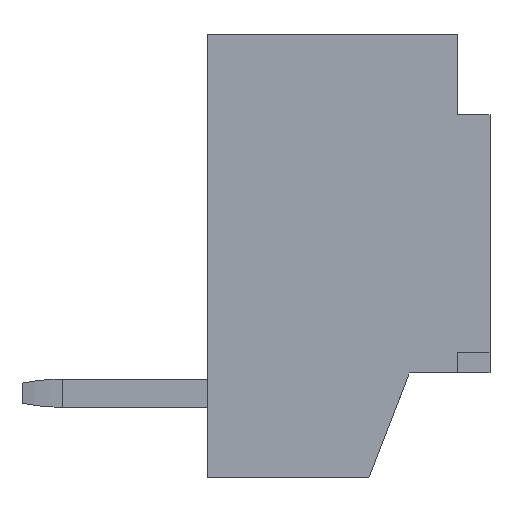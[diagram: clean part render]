
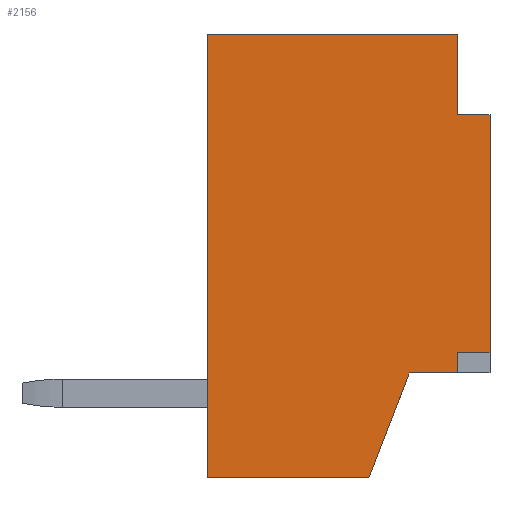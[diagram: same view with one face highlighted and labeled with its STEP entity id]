
A CAD part, left-side view. The second image highlights one B-rep face of the part: STEP entity #2156.
In plain terms, the highlighted planar face has unit normal (-1, 0, 0).
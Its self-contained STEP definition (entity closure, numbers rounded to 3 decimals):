
#9=DIRECTION('',(0.,-1.,0.));
#10=VECTOR('',#9,2.);
#11=CARTESIAN_POINT('',(-2.75,1.75,-2.75));
#12=LINE('',#11,#10);
#25=DIRECTION('',(0.,0.,1.));
#26=VECTOR('',#25,0.25);
#27=CARTESIAN_POINT('',(-2.75,-1.35,-1.45));
#28=LINE('',#27,#26);
#29=DIRECTION('',(0.,1.,0.));
#30=VECTOR('',#29,0.6);
#31=CARTESIAN_POINT('',(-2.75,-1.35,-1.45));
#32=LINE('',#31,#30);
#33=DIRECTION('',(0.,-0.359,0.933));
#34=VECTOR('',#33,1.393);
#35=CARTESIAN_POINT('',(-2.75,-0.25,-2.75));
#36=LINE('',#35,#34);
#37=DIRECTION('',(0.,0.,1.));
#38=VECTOR('',#37,5.5);
#39=CARTESIAN_POINT('',(-2.75,1.75,-2.75));
#40=LINE('',#39,#38);
#41=DIRECTION('',(0.,0.,-1.));
#42=VECTOR('',#41,1.);
#43=CARTESIAN_POINT('',(-2.75,-1.35,2.75));
#44=LINE('',#43,#42);
#45=DIRECTION('',(0.,1.,0.));
#46=VECTOR('',#45,0.4);
#47=CARTESIAN_POINT('',(-2.75,-1.75,1.75));
#48=LINE('',#47,#46);
#49=DIRECTION('',(0.,1.,0.));
#50=VECTOR('',#49,0.4);
#51=CARTESIAN_POINT('',(-2.75,-1.75,-1.2));
#52=LINE('',#51,#50);
#125=DIRECTION('',(0.,0.,1.));
#126=VECTOR('',#125,2.95);
#127=CARTESIAN_POINT('',(-2.75,-1.75,-1.2));
#128=LINE('',#127,#126);
#217=DIRECTION('',(0.,-1.,0.));
#218=VECTOR('',#217,3.1);
#219=CARTESIAN_POINT('',(-2.75,1.75,2.75));
#220=LINE('',#219,#218);
#1581=CARTESIAN_POINT('',(-2.75,1.75,-2.75));
#1582=CARTESIAN_POINT('',(-2.75,1.75,2.75));
#1583=VERTEX_POINT('',#1581);
#1584=VERTEX_POINT('',#1582);
#1613=CARTESIAN_POINT('',(-2.75,-1.75,1.75));
#1614=CARTESIAN_POINT('',(-2.75,-1.35,1.75));
#1615=VERTEX_POINT('',#1613);
#1616=VERTEX_POINT('',#1614);
#1629=CARTESIAN_POINT('',(-2.75,-1.35,2.75));
#1630=VERTEX_POINT('',#1629);
#1957=CARTESIAN_POINT('',(-2.75,-0.25,-2.75));
#1959=VERTEX_POINT('',#1957);
#1965=CARTESIAN_POINT('',(-2.75,-0.75,-1.45));
#1966=VERTEX_POINT('',#1965);
#2033=CARTESIAN_POINT('',(-2.75,-1.35,-1.45));
#2034=CARTESIAN_POINT('',(-2.75,-1.35,-1.2));
#2035=VERTEX_POINT('',#2033);
#2036=VERTEX_POINT('',#2034);
#2037=CARTESIAN_POINT('',(-2.75,-1.75,-1.2));
#2038=VERTEX_POINT('',#2037);
#2131=CARTESIAN_POINT('',(-2.75,1.75,-2.75));
#2132=DIRECTION('',(-1.,0.,0.));
#2133=DIRECTION('',(0.,-1.,0.));
#2134=AXIS2_PLACEMENT_3D('',#2131,#2132,#2133);
#2135=PLANE('',#2134);
#2137=ORIENTED_EDGE('',*,*,#2136,.F.);
#2139=ORIENTED_EDGE('',*,*,#2138,.T.);
#2140=ORIENTED_EDGE('',*,*,#2107,.F.);
#2141=ORIENTED_EDGE('',*,*,#2080,.F.);
#2143=ORIENTED_EDGE('',*,*,#2142,.T.);
#2145=ORIENTED_EDGE('',*,*,#2144,.T.);
#2147=ORIENTED_EDGE('',*,*,#2146,.T.);
#2149=ORIENTED_EDGE('',*,*,#2148,.F.);
#2151=ORIENTED_EDGE('',*,*,#2150,.F.);
#2153=ORIENTED_EDGE('',*,*,#2152,.T.);
#2154=EDGE_LOOP('',(#2137,#2139,#2140,#2141,#2143,#2145,#2147,#2149,#2151,
#2153));
#2155=FACE_OUTER_BOUND('',#2154,.F.);
#2156=ADVANCED_FACE('',(#2155),#2135,.T.);
#2080=EDGE_CURVE('',#1583,#1959,#12,.T.);
#2107=EDGE_CURVE('',#1959,#1966,#36,.T.);
#2136=EDGE_CURVE('',#2035,#2036,#28,.T.);
#2138=EDGE_CURVE('',#2035,#1966,#32,.T.);
#2142=EDGE_CURVE('',#1583,#1584,#40,.T.);
#2144=EDGE_CURVE('',#1584,#1630,#220,.T.);
#2146=EDGE_CURVE('',#1630,#1616,#44,.T.);
#2148=EDGE_CURVE('',#1615,#1616,#48,.T.);
#2150=EDGE_CURVE('',#2038,#1615,#128,.T.);
#2152=EDGE_CURVE('',#2038,#2036,#52,.T.);
